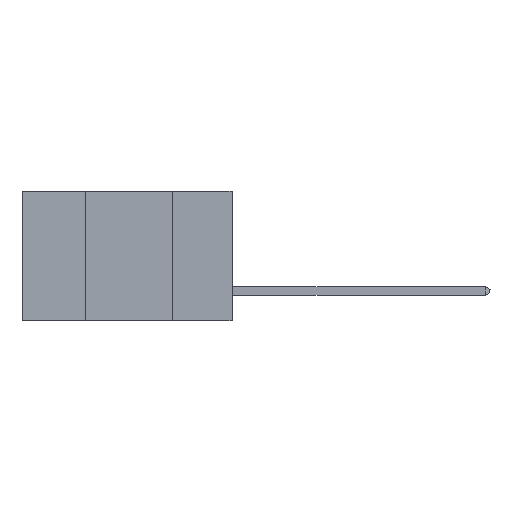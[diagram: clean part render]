
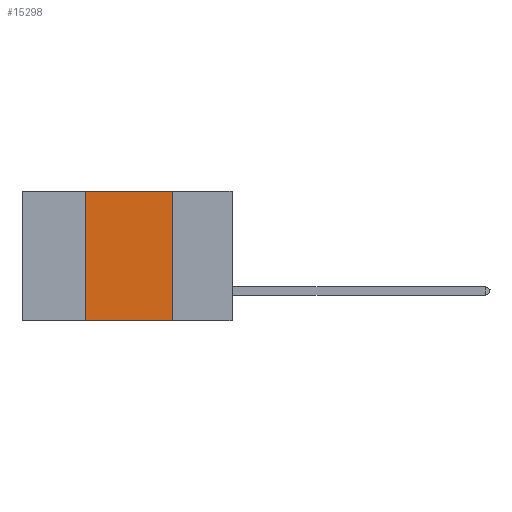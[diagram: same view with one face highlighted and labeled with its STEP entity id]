
A CAD part, left-side view. The second image highlights one B-rep face of the part: STEP entity #15298.
In plain terms, the highlighted planar face has unit normal (-1, 0, 0).
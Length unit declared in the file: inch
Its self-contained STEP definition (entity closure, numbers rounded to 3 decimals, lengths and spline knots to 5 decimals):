
#278 = CARTESIAN_POINT ( 'NONE',  ( 0., 0.6, 0. ) ) ;
#973 = VERTEX_POINT ( 'NONE', #4952 ) ;
#1410 = CARTESIAN_POINT ( 'NONE',  ( 0., 0.42, -0.37 ) ) ;
#1527 = DIRECTION ( 'NONE',  ( 0., -1., 0. ) ) ;
#1807 = VERTEX_POINT ( 'NONE', #3156 ) ;
#2606 = ORIENTED_EDGE ( 'NONE', *, *, #4181, .F. ) ;
#2686 = ORIENTED_EDGE ( 'NONE', *, *, #9599, .F. ) ;
#2873 = CARTESIAN_POINT ( 'NONE',  ( 0., 0.17, 0. ) ) ;
#3156 = CARTESIAN_POINT ( 'NONE',  ( 0., 0.17, -0.37 ) ) ;
#3772 = VECTOR ( 'NONE', #1527, 39.37008 ) ;
#4181 = EDGE_CURVE ( 'NONE', #973, #10681, #14808, .T. ) ;
#4452 = AXIS2_PLACEMENT_3D ( 'NONE', #23334, #13681, #8433 ) ;
#4952 = CARTESIAN_POINT ( 'NONE',  ( 0., 0.42, 0. ) ) ;
#7144 = LINE ( 'NONE', #23769, #3772 ) ;
#7572 = EDGE_LOOP ( 'NONE', ( #2686, #2606, #23695, #11172 ) ) ;
#7614 = DIRECTION ( 'NONE',  ( 0., 0., 1. ) ) ;
#8433 = DIRECTION ( 'NONE',  ( 0., 0., -1. ) ) ;
#9447 = LINE ( 'NONE', #11159, #13797 ) ;
#9599 = EDGE_CURVE ( 'NONE', #10681, #1807, #14342, .T. ) ;
#9904 = PLANE ( 'NONE',  #4452 ) ;
#10681 = VERTEX_POINT ( 'NONE', #18649 ) ;
#11159 = CARTESIAN_POINT ( 'NONE',  ( 0., 0.42, 0. ) ) ;
#11172 = ORIENTED_EDGE ( 'NONE', *, *, #21918, .T. ) ;
#11953 = EDGE_CURVE ( 'NONE', #21990, #973, #9447, .T. ) ;
#12987 = DIRECTION ( 'NONE',  ( 0., -1., 0. ) ) ;
#13681 = DIRECTION ( 'NONE',  ( 1., 0., 0. ) ) ;
#13797 = VECTOR ( 'NONE', #7614, 39.37008 ) ;
#14342 = LINE ( 'NONE', #2873, #18607 ) ;
#14808 = LINE ( 'NONE', #278, #21911 ) ;
#15298 = ADVANCED_FACE ( 'NONE', ( #17705 ), #9904, .F. ) ;
#16277 = DIRECTION ( 'NONE',  ( 0., 0., -1. ) ) ;
#17705 = FACE_OUTER_BOUND ( 'NONE', #7572, .T. ) ;
#18607 = VECTOR ( 'NONE', #16277, 39.37008 ) ;
#18649 = CARTESIAN_POINT ( 'NONE',  ( 0., 0.17, 0. ) ) ;
#21911 = VECTOR ( 'NONE', #12987, 39.37008 ) ;
#21918 = EDGE_CURVE ( 'NONE', #21990, #1807, #7144, .T. ) ;
#21990 = VERTEX_POINT ( 'NONE', #1410 ) ;
#23334 = CARTESIAN_POINT ( 'NONE',  ( 0., 0.6, 0. ) ) ;
#23695 = ORIENTED_EDGE ( 'NONE', *, *, #11953, .F. ) ;
#23769 = CARTESIAN_POINT ( 'NONE',  ( 0., 0.6, -0.37 ) ) ;
